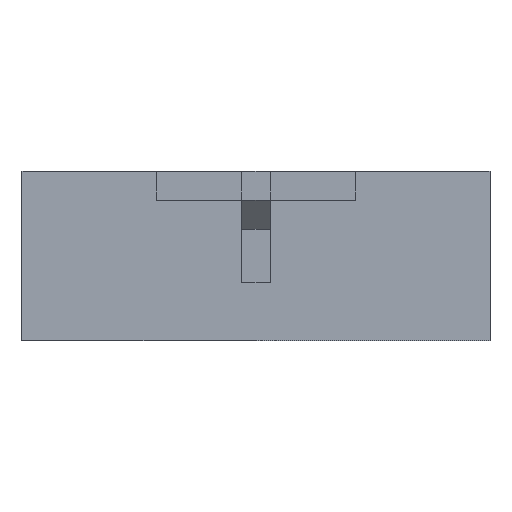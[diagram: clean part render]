
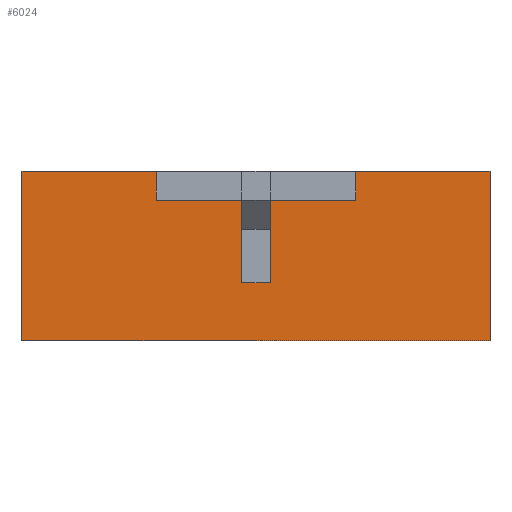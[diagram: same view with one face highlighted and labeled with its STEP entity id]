
A CAD part, left-side view. The second image highlights one B-rep face of the part: STEP entity #6024.
In plain terms, the highlighted planar face has unit normal (-1, 0, 0).
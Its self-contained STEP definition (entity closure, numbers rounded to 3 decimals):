
#32 = VERTEX_POINT('',#33);
#33 = CARTESIAN_POINT('',(-22.34,-0.65,
    -1.2));
#39 = EDGE_CURVE('',#40,#32,#42,.T.);
#40 = VERTEX_POINT('',#41);
#41 = CARTESIAN_POINT('',(-22.34,-0.65,2.5));
#42 = LINE('',#43,#44);
#43 = CARTESIAN_POINT('',(-22.34,-0.65,2.5));
#44 = VECTOR('',#45,1.);
#45 = DIRECTION('',(0.,0.,-1.));
#70 = EDGE_CURVE('',#71,#40,#73,.T.);
#71 = VERTEX_POINT('',#72);
#72 = CARTESIAN_POINT('',(-22.34,-4.475,2.5));
#73 = LINE('',#74,#75);
#74 = CARTESIAN_POINT('',(-22.34,-4.475,2.5));
#75 = VECTOR('',#76,1.);
#76 = DIRECTION('',(0.,1.,0.));
#149 = VERTEX_POINT('',#150);
#150 = CARTESIAN_POINT('',(-22.34,-4.475,
    3.8));
#156 = EDGE_CURVE('',#157,#149,#159,.T.);
#157 = VERTEX_POINT('',#158);
#158 = CARTESIAN_POINT('',(-22.34,-10.5,3.8));
#159 = LINE('',#160,#161);
#160 = CARTESIAN_POINT('',(-22.34,-10.5,3.8));
#161 = VECTOR('',#162,1.);
#162 = DIRECTION('',(0.,1.,0.));
#261 = VERTEX_POINT('',#262);
#262 = CARTESIAN_POINT('',(-22.34,10.5,3.8));
#268 = EDGE_CURVE('',#269,#261,#271,.T.);
#269 = VERTEX_POINT('',#270);
#270 = CARTESIAN_POINT('',(-22.34,4.475,3.8
    ));
#271 = LINE('',#272,#273);
#272 = CARTESIAN_POINT('',(-22.34,4.475,3.8
    ));
#273 = VECTOR('',#274,1.);
#274 = DIRECTION('',(0.,1.,0.));
#442 = VERTEX_POINT('',#443);
#443 = CARTESIAN_POINT('',(-22.34,-10.5,-3.8));
#449 = EDGE_CURVE('',#450,#442,#452,.T.);
#450 = VERTEX_POINT('',#451);
#451 = CARTESIAN_POINT('',(-22.34,10.5,-3.8));
#452 = LINE('',#453,#454);
#453 = CARTESIAN_POINT('',(-22.34,10.5,-3.8));
#454 = VECTOR('',#455,1.);
#455 = DIRECTION('',(0.,-1.,0.));
#5297 = VERTEX_POINT('',#5298);
#5298 = CARTESIAN_POINT('',(-22.34,4.475,2.5));
#5304 = EDGE_CURVE('',#5305,#5297,#5307,.T.);
#5305 = VERTEX_POINT('',#5306);
#5306 = CARTESIAN_POINT('',(-22.34,0.65,2.5));
#5307 = LINE('',#5308,#5309);
#5308 = CARTESIAN_POINT('',(-22.34,0.65,2.5));
#5309 = VECTOR('',#5310,1.);
#5310 = DIRECTION('',(0.,1.,0.));
#5327 = EDGE_CURVE('',#5297,#269,#5328,.T.);
#5328 = LINE('',#5329,#5330);
#5329 = CARTESIAN_POINT('',(-22.34,4.475,2.5));
#5330 = VECTOR('',#5331,1.);
#5331 = DIRECTION('',(0.,0.,1.));
#6024 = ADVANCED_FACE('',(#6025),#6066,.T.);
#6025 = FACE_BOUND('',#6026,.T.);
#6026 = EDGE_LOOP('',(#6027,#6028,#6029,#6037,#6043,#6044,#6045,#6046,
    #6052,#6053,#6059,#6060));
#6027 = ORIENTED_EDGE('',*,*,#70,.T.);
#6028 = ORIENTED_EDGE('',*,*,#39,.T.);
#6029 = ORIENTED_EDGE('',*,*,#6030,.T.);
#6030 = EDGE_CURVE('',#32,#6031,#6033,.T.);
#6031 = VERTEX_POINT('',#6032);
#6032 = CARTESIAN_POINT('',(-22.34,0.65,
    -1.2));
#6033 = LINE('',#6034,#6035);
#6034 = CARTESIAN_POINT('',(-22.34,-0.65,
    -1.2));
#6035 = VECTOR('',#6036,1.);
#6036 = DIRECTION('',(0.,1.,0.));
#6037 = ORIENTED_EDGE('',*,*,#6038,.T.);
#6038 = EDGE_CURVE('',#6031,#5305,#6039,.T.);
#6039 = LINE('',#6040,#6041);
#6040 = CARTESIAN_POINT('',(-22.34,0.65,
    -1.2));
#6041 = VECTOR('',#6042,1.);
#6042 = DIRECTION('',(0.,0.,1.));
#6043 = ORIENTED_EDGE('',*,*,#5304,.T.);
#6044 = ORIENTED_EDGE('',*,*,#5327,.T.);
#6045 = ORIENTED_EDGE('',*,*,#268,.T.);
#6046 = ORIENTED_EDGE('',*,*,#6047,.T.);
#6047 = EDGE_CURVE('',#261,#450,#6048,.T.);
#6048 = LINE('',#6049,#6050);
#6049 = CARTESIAN_POINT('',(-22.34,10.5,3.8));
#6050 = VECTOR('',#6051,1.);
#6051 = DIRECTION('',(0.,0.,-1.));
#6052 = ORIENTED_EDGE('',*,*,#449,.T.);
#6053 = ORIENTED_EDGE('',*,*,#6054,.T.);
#6054 = EDGE_CURVE('',#442,#157,#6055,.T.);
#6055 = LINE('',#6056,#6057);
#6056 = CARTESIAN_POINT('',(-22.34,-10.5,-3.8));
#6057 = VECTOR('',#6058,1.);
#6058 = DIRECTION('',(0.,0.,1.));
#6059 = ORIENTED_EDGE('',*,*,#156,.T.);
#6060 = ORIENTED_EDGE('',*,*,#6061,.T.);
#6061 = EDGE_CURVE('',#149,#71,#6062,.T.);
#6062 = LINE('',#6063,#6064);
#6063 = CARTESIAN_POINT('',(-22.34,-4.475,
    3.8));
#6064 = VECTOR('',#6065,1.);
#6065 = DIRECTION('',(0.,0.,-1.));
#6066 = PLANE('',#6067);
#6067 = AXIS2_PLACEMENT_3D('',#6068,#6069,#6070);
#6068 = CARTESIAN_POINT('',(-22.34,0.,-0.051));
#6069 = DIRECTION('',(-1.,-0.,-0.));
#6070 = DIRECTION('',(0.,0.,-1.));
